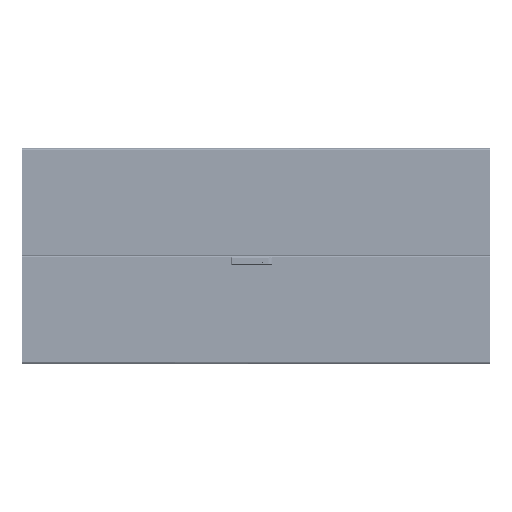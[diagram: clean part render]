
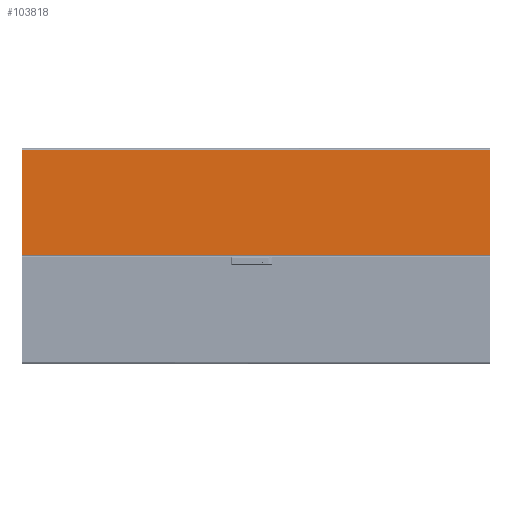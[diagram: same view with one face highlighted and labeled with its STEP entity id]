
A CAD part, top view. The second image highlights one B-rep face of the part: STEP entity #103818.
In plain terms, the highlighted face is planar.
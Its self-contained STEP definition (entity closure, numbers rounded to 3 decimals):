
#7883 = VERTEX_POINT ( 'NONE', #13717 ) ;
#7884 = VERTEX_POINT ( 'NONE', #13719 ) ;
#7885 = VERTEX_POINT ( 'NONE', #13721 ) ;
#7886 = VERTEX_POINT ( 'NONE', #13723 ) ;
#13717 = CARTESIAN_POINT ( 'NONE',  ( -244.9, -1075.49, 0. ) ) ;
#13719 = CARTESIAN_POINT ( 'NONE',  ( -244.9, 1075.49, 0. ) ) ;
#13721 = CARTESIAN_POINT ( 'NONE',  ( 237.5, 1075.49, 0. ) ) ;
#13723 = CARTESIAN_POINT ( 'NONE',  ( 237.5, -1075.49, 0. ) ) ;
#38398 = AXIS2_PLACEMENT_3D ( 'NONE', #45992, #46010, #46011 ) ;
#45992 = CARTESIAN_POINT ( 'NONE',  ( 245., -1075.5, 0. ) ) ;
#46005 = PLANE ( 'NONE',  #38398 ) ;
#46010 = DIRECTION ( 'NONE',  ( 0., 0., 1. ) ) ;
#46011 = DIRECTION ( 'NONE',  ( 1., 0., 0. ) ) ;
#47362 = FACE_OUTER_BOUND ( 'NONE', #87737, .T. ) ;
#51912 = ORIENTED_EDGE ( 'NONE', *, *, #60451, .T. ) ;
#51914 = ORIENTED_EDGE ( 'NONE', *, *, #60450, .T. ) ;
#51916 = ORIENTED_EDGE ( 'NONE', *, *, #60444, .T. ) ;
#51918 = ORIENTED_EDGE ( 'NONE', *, *, #60452, .T. ) ;
#60444 = EDGE_CURVE ( 'NONE', #7885, #7886, #82142, .T. ) ;
#60450 = EDGE_CURVE ( 'NONE', #7884, #7885, #82159, .T. ) ;
#60451 = EDGE_CURVE ( 'NONE', #7883, #7884, #82160, .T. ) ;
#60452 = EDGE_CURVE ( 'NONE', #7886, #7883, #82162, .T. ) ;
#80727 = CARTESIAN_POINT ( 'NONE',  ( 237.5, 1075.49, 0. ) ) ;
#80729 = DIRECTION ( 'NONE',  ( 0., -1., 0. ) ) ;
#80756 = CARTESIAN_POINT ( 'NONE',  ( -245., 1075.49, 0. ) ) ;
#80759 = DIRECTION ( 'NONE',  ( 1., 0., 0. ) ) ;
#80762 = CARTESIAN_POINT ( 'NONE',  ( -244.9, -1075.49, 0. ) ) ;
#80763 = DIRECTION ( 'NONE',  ( 0., 1., 0. ) ) ;
#80766 = CARTESIAN_POINT ( 'NONE',  ( 245., -1075.49, 0. ) ) ;
#80768 = DIRECTION ( 'NONE',  ( -1., 0., 0. ) ) ;
#82142 = LINE ( 'NONE', #80727, #82146 ) ;
#82146 = VECTOR ( 'NONE', #80729, 1000. ) ;
#82151 = VECTOR ( 'NONE', #80759, 1000. ) ;
#82159 = LINE ( 'NONE', #80756, #82151 ) ;
#82160 = LINE ( 'NONE', #80762, #82161 ) ;
#82161 = VECTOR ( 'NONE', #80763, 1000. ) ;
#82162 = LINE ( 'NONE', #80766, #82163 ) ;
#82163 = VECTOR ( 'NONE', #80768, 1000. ) ;
#87737 = EDGE_LOOP ( 'NONE', ( #51912, #51914, #51916, #51918 ) ) ;
#103818 = ADVANCED_FACE ( 'NONE', ( #47362 ), #46005, .F. ) ;
